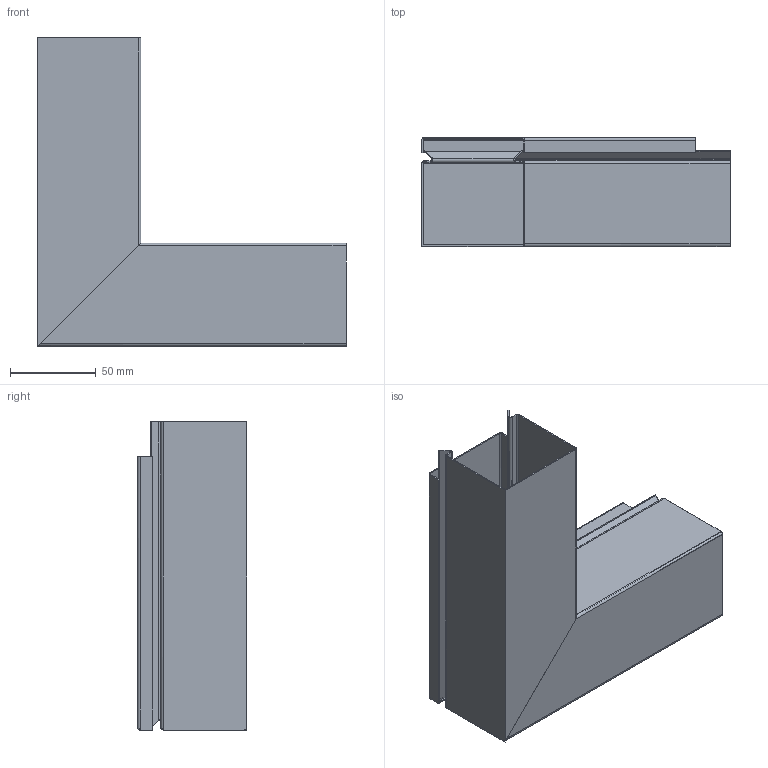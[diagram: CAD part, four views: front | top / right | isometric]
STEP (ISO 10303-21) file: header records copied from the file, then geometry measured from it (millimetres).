
FILE_DESCRIPTION (( 'STEP AP214' ), '1' );
FILE_NAME ('6249485.stp', '2016-09-29T13:11:21', ( '' ), ( '' ), 'SwSTEP 2.0', 'SolidWorks 2014', '' );
FILE_SCHEMA (( 'AUTOMOTIVE_DESIGN' ));
Length unit declared in the file: millimetre
Products named in the file (9): Unterteil2.1; Deckel.1.1; 6249485; Unterteil.1; Deckel.1
Assembly tree (8 placements, depth 3):
  6249485
    Deckel.1.1
      Deckel.1.1
    Unterteil2.1
      Unterteil2.1
    Deckel.1
      Deckel.1
    Unterteil.1
      Unterteil.1
Bounding box: 180 x 63.69 x 180 mm (x, y, z)
Volume: 55751.5 mm3; surface area: 150503.9 mm2
Topology: 4 solids, 4 shells, 94 faces, 288 edges, 202 vertices
Faces by surface type: plane 56, cylinder 38
Entity records: 5045 total; most frequent: CARTESIAN_POINT 1394, ORIENTED_EDGE 576, DIRECTION 425, EDGE_CURVE 288, VERTEX_POINT 202, VECTOR 179, LINE 179, AXIS2_PLACEMENT_3D 123
